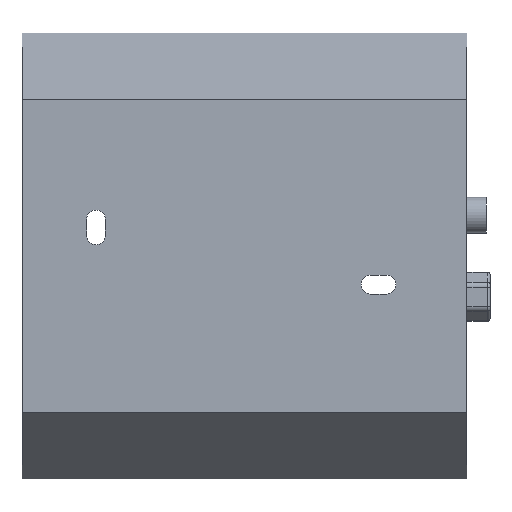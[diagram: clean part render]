
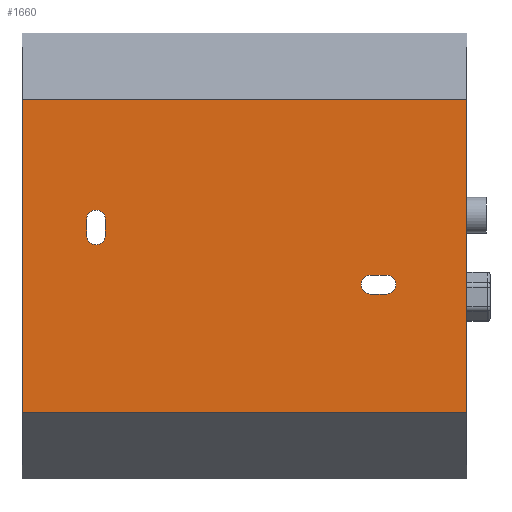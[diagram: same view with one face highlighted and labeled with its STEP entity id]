
A CAD part, front view. The second image highlights one B-rep face of the part: STEP entity #1660.
In plain terms, the highlighted planar face has unit normal (0, -1, 0).
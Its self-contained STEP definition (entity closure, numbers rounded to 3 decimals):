
#345 = CARTESIAN_POINT ( 'NONE',  ( 22.51, 0., -6.04 ) ) ;
#352 = VERTEX_POINT ( 'NONE', #345 ) ;
#473 = VERTEX_POINT ( 'NONE', #7432 ) ;
#1033 = DIRECTION ( 'NONE',  ( 0., 1., 0. ) ) ;
#1048 = VECTOR ( 'NONE', #7442, 1000. ) ;
#1070 = CARTESIAN_POINT ( 'NONE',  ( -23.52, 0., 3.29 ) ) ;
#1102 = DIRECTION ( 'NONE',  ( 0., 0., 1. ) ) ;
#1190 = CARTESIAN_POINT ( 'NONE',  ( 35.25, 0., 24.85 ) ) ;
#1487 = DIRECTION ( 'NONE',  ( 0., 0., 1. ) ) ;
#1660 = ADVANCED_FACE ( 'NONE', ( #3338, #8039, #3991 ), #7572, .F. ) ;
#1733 = CARTESIAN_POINT ( 'NONE',  ( 35.25, 0., -24.85 ) ) ;
#1803 = LINE ( 'NONE', #8577, #3091 ) ;
#2407 = VECTOR ( 'NONE', #6702, 1000. ) ;
#2489 = CARTESIAN_POINT ( 'NONE',  ( -22.02, 0., 3.29 ) ) ;
#2586 = EDGE_CURVE ( 'NONE', #6302, #7166, #10749, .T. ) ;
#2656 = DIRECTION ( 'NONE',  ( 0., 0., 1. ) ) ;
#2672 = LINE ( 'NONE', #11760, #10532 ) ;
#2899 = VERTEX_POINT ( 'NONE', #1733 ) ;
#3062 = EDGE_CURVE ( 'NONE', #8674, #6302, #2672, .T. ) ;
#3091 = VECTOR ( 'NONE', #7210, 1000. ) ;
#3181 = VECTOR ( 'NONE', #5964, 1000. ) ;
#3270 = AXIS2_PLACEMENT_3D ( 'NONE', #6551, #9292, #5077 ) ;
#3330 = DIRECTION ( 'NONE',  ( 0., 0., 1. ) ) ;
#3338 = FACE_BOUND ( 'NONE', #7590, .T. ) ;
#3389 = ORIENTED_EDGE ( 'NONE', *, *, #10094, .F. ) ;
#3532 = VECTOR ( 'NONE', #6349, 1000. ) ;
#3659 = DIRECTION ( 'NONE',  ( 1., 0., 0. ) ) ;
#3729 = CARTESIAN_POINT ( 'NONE',  ( -23.52, 0., 7.29 ) ) ;
#3780 = CARTESIAN_POINT ( 'NONE',  ( 35.25, 0., -6.04 ) ) ;
#3991 = FACE_OUTER_BOUND ( 'NONE', #5977, .T. ) ;
#4403 = ORIENTED_EDGE ( 'NONE', *, *, #17296, .F. ) ;
#4437 = ORIENTED_EDGE ( 'NONE', *, *, #8921, .F. ) ;
#4481 = EDGE_CURVE ( 'NONE', #12720, #4656, #7319, .T. ) ;
#4656 = VERTEX_POINT ( 'NONE', #13744 ) ;
#4672 = AXIS2_PLACEMENT_3D ( 'NONE', #6627, #8063, #9486 ) ;
#4704 = LINE ( 'NONE', #3780, #5356 ) ;
#4846 = EDGE_CURVE ( 'NONE', #16644, #5073, #1803, .T. ) ;
#4978 = CARTESIAN_POINT ( 'NONE',  ( 35.25, 0., -24.85 ) ) ;
#5073 = VERTEX_POINT ( 'NONE', #14387 ) ;
#5077 = DIRECTION ( 'NONE',  ( 0., 0., 1. ) ) ;
#5234 = LINE ( 'NONE', #4978, #3532 ) ;
#5356 = VECTOR ( 'NONE', #3659, 1000. ) ;
#5761 = CARTESIAN_POINT ( 'NONE',  ( 20.01, 0., -6.04 ) ) ;
#5918 = ORIENTED_EDGE ( 'NONE', *, *, #4481, .F. ) ;
#5921 = AXIS2_PLACEMENT_3D ( 'NONE', #16425, #6939, #1487 ) ;
#5964 = DIRECTION ( 'NONE',  ( 0., 0., -1. ) ) ;
#5977 = EDGE_LOOP ( 'NONE', ( #16609, #3389, #5918, #4403 ) ) ;
#6140 = EDGE_CURVE ( 'NONE', #352, #16644, #7804, .T. ) ;
#6302 = VERTEX_POINT ( 'NONE', #14769 ) ;
#6349 = DIRECTION ( 'NONE',  ( -1., 0., 0. ) ) ;
#6551 = CARTESIAN_POINT ( 'NONE',  ( -23.52, 0., 5.79 ) ) ;
#6565 = LINE ( 'NONE', #10099, #3181 ) ;
#6627 = CARTESIAN_POINT ( 'NONE',  ( 22.51, 0., -4.54 ) ) ;
#6638 = EDGE_CURVE ( 'NONE', #7166, #10554, #16693, .T. ) ;
#6676 = ORIENTED_EDGE ( 'NONE', *, *, #3062, .F. ) ;
#6690 = DIRECTION ( 'NONE',  ( 0., -1., 0. ) ) ;
#6702 = DIRECTION ( 'NONE',  ( 1., 0., 0. ) ) ;
#6801 = ORIENTED_EDGE ( 'NONE', *, *, #17442, .F. ) ;
#6939 = DIRECTION ( 'NONE',  ( 0., -1., 0. ) ) ;
#7065 = AXIS2_PLACEMENT_3D ( 'NONE', #1070, #6690, #2656 ) ;
#7166 = VERTEX_POINT ( 'NONE', #3729 ) ;
#7210 = DIRECTION ( 'NONE',  ( -1., 0., 0. ) ) ;
#7319 = LINE ( 'NONE', #9246, #11782 ) ;
#7432 = CARTESIAN_POINT ( 'NONE',  ( 35.25, 0., 24.85 ) ) ;
#7442 = DIRECTION ( 'NONE',  ( 0., 0., -1. ) ) ;
#7572 = PLANE ( 'NONE',  #16447 ) ;
#7590 = EDGE_LOOP ( 'NONE', ( #15655, #14483, #14497, #6676, #6801 ) ) ;
#7804 = CIRCLE ( 'NONE', #4672, 1.5 ) ;
#8039 = FACE_BOUND ( 'NONE', #9765, .T. ) ;
#8063 = DIRECTION ( 'NONE',  ( 0., -1., 0. ) ) ;
#8577 = CARTESIAN_POINT ( 'NONE',  ( 35.25, 0., -3.04 ) ) ;
#8674 = VERTEX_POINT ( 'NONE', #2489 ) ;
#8896 = AXIS2_PLACEMENT_3D ( 'NONE', #15321, #16502, #11291 ) ;
#8921 = EDGE_CURVE ( 'NONE', #5073, #10250, #9254, .T. ) ;
#9234 = DIRECTION ( 'NONE',  ( 0., 0., 1. ) ) ;
#9246 = CARTESIAN_POINT ( 'NONE',  ( -35.25, 0., 0. ) ) ;
#9254 = CIRCLE ( 'NONE', #5921, 1.5 ) ;
#9292 = DIRECTION ( 'NONE',  ( 0., -1., 0. ) ) ;
#9486 = DIRECTION ( 'NONE',  ( 0., 0., 1. ) ) ;
#9765 = EDGE_LOOP ( 'NONE', ( #16199, #15309, #4437, #10287 ) ) ;
#10094 = EDGE_CURVE ( 'NONE', #4656, #473, #10267, .T. ) ;
#10099 = CARTESIAN_POINT ( 'NONE',  ( -25.02, 0., 0. ) ) ;
#10250 = VERTEX_POINT ( 'NONE', #5761 ) ;
#10267 = LINE ( 'NONE', #1190, #2407 ) ;
#10287 = ORIENTED_EDGE ( 'NONE', *, *, #4846, .F. ) ;
#10532 = VECTOR ( 'NONE', #3330, 1000. ) ;
#10554 = VERTEX_POINT ( 'NONE', #17361 ) ;
#10749 = CIRCLE ( 'NONE', #3270, 1.5 ) ;
#11000 = EDGE_CURVE ( 'NONE', #10250, #352, #4704, .T. ) ;
#11291 = DIRECTION ( 'NONE',  ( 0., 0., 1. ) ) ;
#11760 = CARTESIAN_POINT ( 'NONE',  ( -22.02, 0., 0. ) ) ;
#11782 = VECTOR ( 'NONE', #1102, 1000. ) ;
#12720 = VERTEX_POINT ( 'NONE', #17472 ) ;
#12947 = CARTESIAN_POINT ( 'NONE',  ( 22.51, 0., -3.04 ) ) ;
#13744 = CARTESIAN_POINT ( 'NONE',  ( -35.25, 0., 24.85 ) ) ;
#13919 = CIRCLE ( 'NONE', #7065, 1.5 ) ;
#14212 = CARTESIAN_POINT ( 'NONE',  ( 35.25, 0., 0. ) ) ;
#14387 = CARTESIAN_POINT ( 'NONE',  ( 20.01, 0., -3.04 ) ) ;
#14483 = ORIENTED_EDGE ( 'NONE', *, *, #6638, .F. ) ;
#14497 = ORIENTED_EDGE ( 'NONE', *, *, #2586, .F. ) ;
#14565 = VERTEX_POINT ( 'NONE', #16152 ) ;
#14769 = CARTESIAN_POINT ( 'NONE',  ( -22.02, 0., 5.79 ) ) ;
#14810 = CARTESIAN_POINT ( 'NONE',  ( 35.25, 0., 0. ) ) ;
#14840 = EDGE_CURVE ( 'NONE', #10554, #14565, #6565, .T. ) ;
#14868 = EDGE_CURVE ( 'NONE', #473, #2899, #14874, .T. ) ;
#14874 = LINE ( 'NONE', #14212, #1048 ) ;
#15309 = ORIENTED_EDGE ( 'NONE', *, *, #11000, .F. ) ;
#15321 = CARTESIAN_POINT ( 'NONE',  ( -23.52, 0., 5.79 ) ) ;
#15655 = ORIENTED_EDGE ( 'NONE', *, *, #14840, .F. ) ;
#16152 = CARTESIAN_POINT ( 'NONE',  ( -25.02, 0., 3.29 ) ) ;
#16199 = ORIENTED_EDGE ( 'NONE', *, *, #6140, .F. ) ;
#16425 = CARTESIAN_POINT ( 'NONE',  ( 20.01, 0., -4.54 ) ) ;
#16447 = AXIS2_PLACEMENT_3D ( 'NONE', #14810, #1033, #9234 ) ;
#16502 = DIRECTION ( 'NONE',  ( 0., -1., 0. ) ) ;
#16609 = ORIENTED_EDGE ( 'NONE', *, *, #14868, .F. ) ;
#16644 = VERTEX_POINT ( 'NONE', #12947 ) ;
#16693 = CIRCLE ( 'NONE', #8896, 1.5 ) ;
#17296 = EDGE_CURVE ( 'NONE', #2899, #12720, #5234, .T. ) ;
#17361 = CARTESIAN_POINT ( 'NONE',  ( -25.02, 0., 5.79 ) ) ;
#17442 = EDGE_CURVE ( 'NONE', #14565, #8674, #13919, .T. ) ;
#17472 = CARTESIAN_POINT ( 'NONE',  ( -35.25, 0., -24.85 ) ) ;
